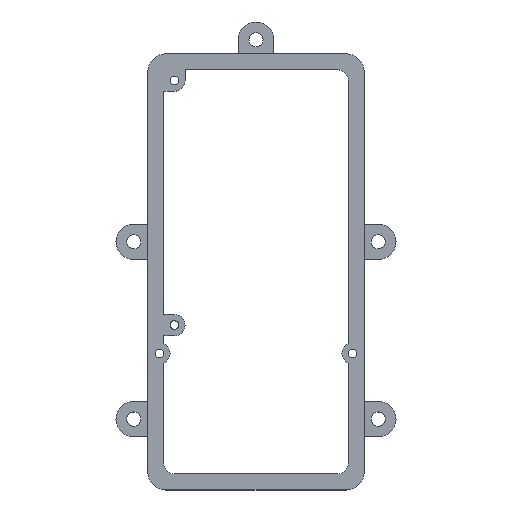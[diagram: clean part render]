
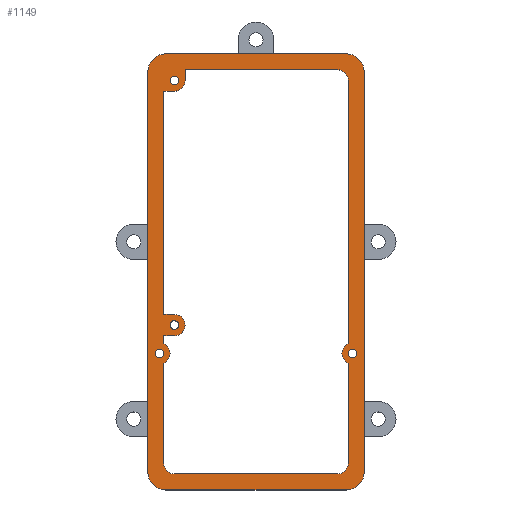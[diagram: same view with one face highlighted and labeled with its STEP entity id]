
A CAD part, top view. The second image highlights one B-rep face of the part: STEP entity #1149.
In plain terms, the highlighted planar face has unit normal (0, 0, 1).
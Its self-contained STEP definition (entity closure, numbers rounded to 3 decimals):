
#16=FACE_BOUND('',#137,.T.);
#17=FACE_BOUND('',#138,.T.);
#18=FACE_BOUND('',#139,.T.);
#19=FACE_BOUND('',#140,.T.);
#20=FACE_BOUND('',#141,.T.);
#38=PLANE('',#1232);
#76=FACE_OUTER_BOUND('',#136,.T.);
#136=EDGE_LOOP('',(#803,#804,#805,#806,#807,#808,#809,#810));
#137=EDGE_LOOP('',(#811));
#138=EDGE_LOOP('',(#812));
#139=EDGE_LOOP('',(#813));
#140=EDGE_LOOP('',(#814,#815,#816,#817,#818,#819,#820,#821,#822,#823,#824,
#825,#826,#827,#828,#829,#830,#831));
#141=EDGE_LOOP('',(#832));
#213=LINE('',#1697,#330);
#218=LINE('',#1712,#335);
#219=LINE('',#1723,#336);
#220=LINE('',#1727,#337);
#221=LINE('',#1731,#338);
#222=LINE('',#1734,#339);
#223=LINE('',#1741,#340);
#224=LINE('',#1743,#341);
#225=LINE('',#1746,#342);
#226=LINE('',#1750,#343);
#227=LINE('',#1753,#344);
#228=LINE('',#1755,#345);
#229=LINE('',#1759,#346);
#230=LINE('',#1761,#347);
#231=LINE('',#1762,#348);
#330=VECTOR('',#1355,10.);
#335=VECTOR('',#1368,10.);
#336=VECTOR('',#1379,10.);
#337=VECTOR('',#1382,10.);
#338=VECTOR('',#1385,10.);
#339=VECTOR('',#1388,10.);
#340=VECTOR('',#1393,10.);
#341=VECTOR('',#1394,10.);
#342=VECTOR('',#1397,10.);
#343=VECTOR('',#1400,10.);
#344=VECTOR('',#1403,10.);
#345=VECTOR('',#1404,10.);
#346=VECTOR('',#1407,10.);
#347=VECTOR('',#1408,10.);
#348=VECTOR('',#1409,10.);
#441=CIRCLE('',#1216,1.2);
#443=CIRCLE('',#1219,1.2);
#445=CIRCLE('',#1222,3.);
#447=CIRCLE('',#1226,3.);
#451=CIRCLE('',#1233,5.);
#452=CIRCLE('',#1234,5.);
#453=CIRCLE('',#1235,5.);
#454=CIRCLE('',#1236,5.);
#455=CIRCLE('',#1237,1.25);
#456=CIRCLE('',#1238,3.);
#457=CIRCLE('',#1239,3.);
#458=CIRCLE('',#1240,3.);
#459=CIRCLE('',#1241,3.);
#460=CIRCLE('',#1242,3.);
#461=CIRCLE('',#1243,1.25);
#494=VERTEX_POINT('',#1672);
#496=VERTEX_POINT('',#1678);
#498=VERTEX_POINT('',#1684);
#499=VERTEX_POINT('',#1685);
#503=VERTEX_POINT('',#1695);
#504=VERTEX_POINT('',#1699);
#505=VERTEX_POINT('',#1700);
#509=VERTEX_POINT('',#1710);
#512=VERTEX_POINT('',#1719);
#513=VERTEX_POINT('',#1720);
#514=VERTEX_POINT('',#1722);
#515=VERTEX_POINT('',#1724);
#516=VERTEX_POINT('',#1726);
#517=VERTEX_POINT('',#1728);
#518=VERTEX_POINT('',#1730);
#519=VERTEX_POINT('',#1732);
#520=VERTEX_POINT('',#1735);
#521=VERTEX_POINT('',#1737);
#522=VERTEX_POINT('',#1738);
#523=VERTEX_POINT('',#1740);
#524=VERTEX_POINT('',#1742);
#525=VERTEX_POINT('',#1744);
#526=VERTEX_POINT('',#1747);
#527=VERTEX_POINT('',#1749);
#528=VERTEX_POINT('',#1751);
#529=VERTEX_POINT('',#1754);
#530=VERTEX_POINT('',#1756);
#531=VERTEX_POINT('',#1758);
#532=VERTEX_POINT('',#1760);
#533=VERTEX_POINT('',#1763);
#607=EDGE_CURVE('',#494,#494,#441,.T.);
#610=EDGE_CURVE('',#496,#496,#443,.T.);
#613=EDGE_CURVE('',#498,#499,#445,.T.);
#619=EDGE_CURVE('',#499,#503,#213,.T.);
#620=EDGE_CURVE('',#504,#505,#447,.T.);
#626=EDGE_CURVE('',#505,#509,#218,.T.);
#629=EDGE_CURVE('',#512,#513,#451,.T.);
#630=EDGE_CURVE('',#512,#514,#219,.T.);
#631=EDGE_CURVE('',#515,#514,#452,.T.);
#632=EDGE_CURVE('',#515,#516,#220,.T.);
#633=EDGE_CURVE('',#517,#516,#453,.T.);
#634=EDGE_CURVE('',#517,#518,#221,.T.);
#635=EDGE_CURVE('',#519,#518,#454,.T.);
#636=EDGE_CURVE('',#519,#513,#222,.T.);
#637=EDGE_CURVE('',#520,#520,#455,.T.);
#638=EDGE_CURVE('',#521,#522,#456,.T.);
#639=EDGE_CURVE('',#522,#523,#223,.T.);
#640=EDGE_CURVE('',#523,#524,#224,.T.);
#641=EDGE_CURVE('',#525,#524,#457,.T.);
#642=EDGE_CURVE('',#525,#504,#225,.T.);
#643=EDGE_CURVE('',#526,#509,#458,.T.);
#644=EDGE_CURVE('',#526,#527,#226,.T.);
#645=EDGE_CURVE('',#528,#527,#459,.T.);
#646=EDGE_CURVE('',#528,#498,#227,.T.);
#647=EDGE_CURVE('',#503,#529,#228,.T.);
#648=EDGE_CURVE('',#529,#530,#460,.T.);
#649=EDGE_CURVE('',#530,#531,#229,.T.);
#650=EDGE_CURVE('',#531,#532,#230,.T.);
#651=EDGE_CURVE('',#532,#521,#231,.T.);
#652=EDGE_CURVE('',#533,#533,#461,.T.);
#803=ORIENTED_EDGE('',*,*,#629,.F.);
#804=ORIENTED_EDGE('',*,*,#630,.T.);
#805=ORIENTED_EDGE('',*,*,#631,.F.);
#806=ORIENTED_EDGE('',*,*,#632,.T.);
#807=ORIENTED_EDGE('',*,*,#633,.F.);
#808=ORIENTED_EDGE('',*,*,#634,.T.);
#809=ORIENTED_EDGE('',*,*,#635,.F.);
#810=ORIENTED_EDGE('',*,*,#636,.T.);
#811=ORIENTED_EDGE('',*,*,#607,.T.);
#812=ORIENTED_EDGE('',*,*,#610,.T.);
#813=ORIENTED_EDGE('',*,*,#637,.T.);
#814=ORIENTED_EDGE('',*,*,#638,.T.);
#815=ORIENTED_EDGE('',*,*,#639,.T.);
#816=ORIENTED_EDGE('',*,*,#640,.T.);
#817=ORIENTED_EDGE('',*,*,#641,.F.);
#818=ORIENTED_EDGE('',*,*,#642,.T.);
#819=ORIENTED_EDGE('',*,*,#620,.T.);
#820=ORIENTED_EDGE('',*,*,#626,.T.);
#821=ORIENTED_EDGE('',*,*,#643,.F.);
#822=ORIENTED_EDGE('',*,*,#644,.T.);
#823=ORIENTED_EDGE('',*,*,#645,.F.);
#824=ORIENTED_EDGE('',*,*,#646,.T.);
#825=ORIENTED_EDGE('',*,*,#613,.T.);
#826=ORIENTED_EDGE('',*,*,#619,.T.);
#827=ORIENTED_EDGE('',*,*,#647,.T.);
#828=ORIENTED_EDGE('',*,*,#648,.T.);
#829=ORIENTED_EDGE('',*,*,#649,.T.);
#830=ORIENTED_EDGE('',*,*,#650,.T.);
#831=ORIENTED_EDGE('',*,*,#651,.T.);
#832=ORIENTED_EDGE('',*,*,#652,.T.);
#1149=ADVANCED_FACE('',(#76,#16,#17,#18,#19,#20),#38,.T.);
#1216=AXIS2_PLACEMENT_3D('',#1673,#1331,#1332);
#1219=AXIS2_PLACEMENT_3D('',#1679,#1338,#1339);
#1222=AXIS2_PLACEMENT_3D('',#1686,#1345,#1346);
#1226=AXIS2_PLACEMENT_3D('',#1701,#1358,#1359);
#1232=AXIS2_PLACEMENT_3D('',#1718,#1375,#1376);
#1233=AXIS2_PLACEMENT_3D('',#1721,#1377,#1378);
#1234=AXIS2_PLACEMENT_3D('',#1725,#1380,#1381);
#1235=AXIS2_PLACEMENT_3D('',#1729,#1383,#1384);
#1236=AXIS2_PLACEMENT_3D('',#1733,#1386,#1387);
#1237=AXIS2_PLACEMENT_3D('',#1736,#1389,#1390);
#1238=AXIS2_PLACEMENT_3D('',#1739,#1391,#1392);
#1239=AXIS2_PLACEMENT_3D('',#1745,#1395,#1396);
#1240=AXIS2_PLACEMENT_3D('',#1748,#1398,#1399);
#1241=AXIS2_PLACEMENT_3D('',#1752,#1401,#1402);
#1242=AXIS2_PLACEMENT_3D('',#1757,#1405,#1406);
#1243=AXIS2_PLACEMENT_3D('',#1764,#1410,#1411);
#1331=DIRECTION('center_axis',(0.,0.,-1.));
#1332=DIRECTION('ref_axis',(1.,0.,0.));
#1338=DIRECTION('center_axis',(0.,0.,-1.));
#1339=DIRECTION('ref_axis',(1.,0.,0.));
#1345=DIRECTION('center_axis',(0.,0.,1.));
#1346=DIRECTION('ref_axis',(1.,0.,0.));
#1355=DIRECTION('',(0.,1.,0.));
#1358=DIRECTION('center_axis',(0.,0.,1.));
#1359=DIRECTION('ref_axis',(1.,0.,0.));
#1368=DIRECTION('',(0.,-1.,0.));
#1375=DIRECTION('center_axis',(0.,0.,1.));
#1376=DIRECTION('ref_axis',(1.,0.,0.));
#1377=DIRECTION('center_axis',(0.,0.,-1.));
#1378=DIRECTION('ref_axis',(-0.707,-0.707,0.));
#1379=DIRECTION('',(1.,0.,0.));
#1380=DIRECTION('center_axis',(0.,0.,-1.));
#1381=DIRECTION('ref_axis',(0.707,-0.707,0.));
#1382=DIRECTION('',(0.,1.,0.));
#1383=DIRECTION('center_axis',(0.,0.,-1.));
#1384=DIRECTION('ref_axis',(0.707,0.707,0.));
#1385=DIRECTION('',(-1.,0.,0.));
#1386=DIRECTION('center_axis',(0.,0.,-1.));
#1387=DIRECTION('ref_axis',(-0.707,0.707,0.));
#1388=DIRECTION('',(0.,-1.,0.));
#1389=DIRECTION('center_axis',(0.,0.,-1.));
#1390=DIRECTION('ref_axis',(1.,0.,0.));
#1391=DIRECTION('center_axis',(0.,0.,1.));
#1392=DIRECTION('ref_axis',(1.,0.,0.));
#1393=DIRECTION('',(0.,1.,0.));
#1394=DIRECTION('',(1.,0.,0.));
#1395=DIRECTION('center_axis',(0.,0.,1.));
#1396=DIRECTION('ref_axis',(0.707,0.707,0.));
#1397=DIRECTION('',(0.,-1.,0.));
#1398=DIRECTION('center_axis',(0.,0.,1.));
#1399=DIRECTION('ref_axis',(0.707,-0.707,0.));
#1400=DIRECTION('',(-1.,0.,0.));
#1401=DIRECTION('center_axis',(0.,0.,1.));
#1402=DIRECTION('ref_axis',(-0.707,-0.707,0.));
#1403=DIRECTION('',(0.,1.,0.));
#1404=DIRECTION('',(1.,0.,0.));
#1405=DIRECTION('center_axis',(0.,0.,1.));
#1406=DIRECTION('ref_axis',(0.,-1.,0.));
#1407=DIRECTION('',(-1.,0.,0.));
#1408=DIRECTION('',(0.,1.,0.));
#1409=DIRECTION('',(1.,0.,0.));
#1410=DIRECTION('center_axis',(0.,0.,-1.));
#1411=DIRECTION('ref_axis',(1.,0.,0.));
#1672=CARTESIAN_POINT('',(-28.45,-23.,10.5));
#1673=CARTESIAN_POINT('Origin',(-27.25,-23.,10.5));
#1678=CARTESIAN_POINT('',(26.05,-23.,10.5));
#1679=CARTESIAN_POINT('Origin',(27.25,-23.,10.5));
#1684=CARTESIAN_POINT('',(-26.,-25.727,10.5));
#1685=CARTESIAN_POINT('',(-26.,-20.273,10.5));
#1686=CARTESIAN_POINT('Origin',(-27.25,-23.,10.5));
#1695=CARTESIAN_POINT('',(-26.,-18.,10.5));
#1697=CARTESIAN_POINT('',(-26.,57.,10.5));
#1699=CARTESIAN_POINT('',(26.,-20.273,10.5));
#1700=CARTESIAN_POINT('',(26.,-25.727,10.5));
#1701=CARTESIAN_POINT('Origin',(27.25,-23.,10.5));
#1710=CARTESIAN_POINT('',(26.,-54.,10.5));
#1712=CARTESIAN_POINT('',(26.,-57.,10.5));
#1718=CARTESIAN_POINT('Origin',(0.,0.,10.5));
#1719=CARTESIAN_POINT('',(-25.5,-61.5,10.5));
#1720=CARTESIAN_POINT('',(-30.5,-56.5,10.5));
#1721=CARTESIAN_POINT('Origin',(-25.5,-56.5,10.5));
#1722=CARTESIAN_POINT('',(25.5,-61.5,10.5));
#1723=CARTESIAN_POINT('',(30.5,-61.5,10.5));
#1724=CARTESIAN_POINT('',(30.5,-56.5,10.5));
#1725=CARTESIAN_POINT('Origin',(25.5,-56.5,10.5));
#1726=CARTESIAN_POINT('',(30.5,56.5,10.5));
#1727=CARTESIAN_POINT('',(30.5,61.5,10.5));
#1728=CARTESIAN_POINT('',(25.5,61.5,10.5));
#1729=CARTESIAN_POINT('Origin',(25.5,56.5,10.5));
#1730=CARTESIAN_POINT('',(-25.5,61.5,10.5));
#1731=CARTESIAN_POINT('',(-30.5,61.5,10.5));
#1732=CARTESIAN_POINT('',(-30.5,56.5,10.5));
#1733=CARTESIAN_POINT('Origin',(-25.5,56.5,10.5));
#1734=CARTESIAN_POINT('',(-30.5,-61.5,10.5));
#1735=CARTESIAN_POINT('',(-24.25,54.,10.5));
#1736=CARTESIAN_POINT('Origin',(-23.,54.,10.5));
#1737=CARTESIAN_POINT('',(-23.001,51.,10.5));
#1738=CARTESIAN_POINT('',(-20.,54.,10.5));
#1739=CARTESIAN_POINT('Origin',(-23.,54.,10.5));
#1740=CARTESIAN_POINT('',(-20.,57.,10.5));
#1741=CARTESIAN_POINT('',(-20.,54.,10.5));
#1742=CARTESIAN_POINT('',(23.,57.,10.5));
#1743=CARTESIAN_POINT('',(26.,57.,10.5));
#1744=CARTESIAN_POINT('',(26.,54.,10.5));
#1745=CARTESIAN_POINT('Origin',(23.,54.,10.5));
#1746=CARTESIAN_POINT('',(26.,-57.,10.5));
#1747=CARTESIAN_POINT('',(23.,-57.,10.5));
#1748=CARTESIAN_POINT('Origin',(23.,-54.,10.5));
#1749=CARTESIAN_POINT('',(-23.,-57.,10.5));
#1750=CARTESIAN_POINT('',(-26.,-57.,10.5));
#1751=CARTESIAN_POINT('',(-26.,-54.,10.5));
#1752=CARTESIAN_POINT('Origin',(-23.,-54.,10.5));
#1753=CARTESIAN_POINT('',(-26.,57.,10.5));
#1754=CARTESIAN_POINT('',(-23.,-18.,10.5));
#1755=CARTESIAN_POINT('',(-26.,-18.,10.5));
#1756=CARTESIAN_POINT('',(-23.,-12.,10.5));
#1757=CARTESIAN_POINT('Origin',(-23.,-15.,10.5));
#1758=CARTESIAN_POINT('',(-26.,-12.,10.5));
#1759=CARTESIAN_POINT('',(-23.,-12.,10.5));
#1760=CARTESIAN_POINT('',(-26.,51.,10.5));
#1761=CARTESIAN_POINT('',(-26.,57.,10.5));
#1762=CARTESIAN_POINT('',(-23.,51.,10.5));
#1763=CARTESIAN_POINT('',(-24.25,-15.,10.5));
#1764=CARTESIAN_POINT('Origin',(-23.,-15.,10.5));
